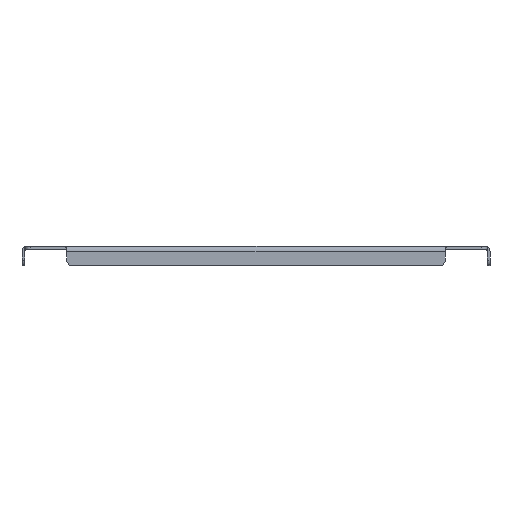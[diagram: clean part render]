
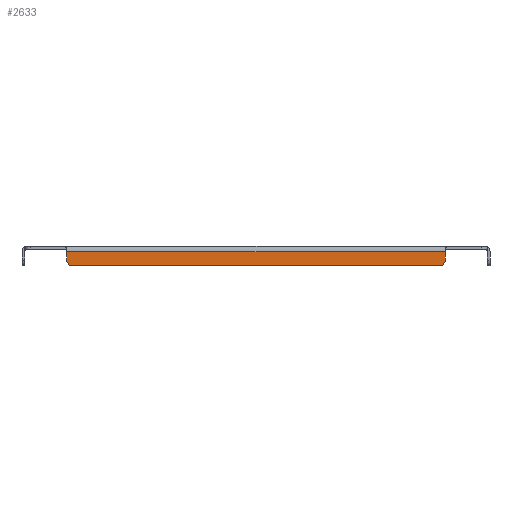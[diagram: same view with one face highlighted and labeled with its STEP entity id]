
A CAD part, front view. The second image highlights one B-rep face of the part: STEP entity #2633.
In plain terms, the highlighted planar face has unit normal (0, -1, 0).
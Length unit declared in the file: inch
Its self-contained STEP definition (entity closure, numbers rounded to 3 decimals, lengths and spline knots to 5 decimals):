
#136 = VERTEX_POINT ( 'NONE', #1630 ) ;
#155 = PLANE ( 'NONE',  #1625 ) ;
#184 = DIRECTION ( 'NONE',  ( 0., 0., -1. ) ) ;
#260 = CARTESIAN_POINT ( 'NONE',  ( -8.46875, -10.46875, -0.556 ) ) ;
#431 = VERTEX_POINT ( 'NONE', #1299 ) ;
#449 = EDGE_CURVE ( 'NONE', #2302, #431, #1462, .T. ) ;
#459 = EDGE_LOOP ( 'NONE', ( #1806, #727, #3073, #2806, #2910, #2144 ) ) ;
#595 = CARTESIAN_POINT ( 'NONE',  ( 8.46875, -10.46875, -0.237 ) ) ;
#633 = CARTESIAN_POINT ( 'NONE',  ( 0., -10.46875, -0.875 ) ) ;
#651 = DIRECTION ( 'NONE',  ( 1., 0., 0. ) ) ;
#727 = ORIENTED_EDGE ( 'NONE', *, *, #449, .F. ) ;
#750 = VECTOR ( 'NONE', #3173, 39.37008 ) ;
#855 = DIRECTION ( 'NONE',  ( 0., 1., 0. ) ) ;
#886 = AXIS2_PLACEMENT_3D ( 'NONE', #3113, #855, #2855 ) ;
#923 = DIRECTION ( 'NONE',  ( 0., 0., -1. ) ) ;
#1200 = DIRECTION ( 'NONE',  ( 0., -1., 0. ) ) ;
#1274 = DIRECTION ( 'NONE',  ( 0., 0., 1. ) ) ;
#1299 = CARTESIAN_POINT ( 'NONE',  ( -8.46875, -10.46875, -0.625 ) ) ;
#1416 = VECTOR ( 'NONE', #651, 39.37008 ) ;
#1462 = CIRCLE ( 'NONE', #886, 0.25 ) ;
#1574 = VECTOR ( 'NONE', #1274, 39.37008 ) ;
#1625 = AXIS2_PLACEMENT_3D ( 'NONE', #3209, #1200, #923 ) ;
#1630 = CARTESIAN_POINT ( 'NONE',  ( -8.46875, -10.46875, -0.237 ) ) ;
#1633 = VECTOR ( 'NONE', #184, 39.37008 ) ;
#1643 = CARTESIAN_POINT ( 'NONE',  ( 8.46875, -10.46875, -0.625 ) ) ;
#1672 = CARTESIAN_POINT ( 'NONE',  ( -8.21875, -10.46875, -0.875 ) ) ;
#1692 = LINE ( 'NONE', #2432, #1416 ) ;
#1694 = LINE ( 'NONE', #2143, #1633 ) ;
#1786 = EDGE_CURVE ( 'NONE', #2281, #1875, #1694, .T. ) ;
#1806 = ORIENTED_EDGE ( 'NONE', *, *, #2606, .F. ) ;
#1832 = EDGE_CURVE ( 'NONE', #1875, #1845, #3016, .T. ) ;
#1845 = VERTEX_POINT ( 'NONE', #2402 ) ;
#1870 = EDGE_CURVE ( 'NONE', #1845, #2302, #1959, .T. ) ;
#1875 = VERTEX_POINT ( 'NONE', #1643 ) ;
#1890 = DIRECTION ( 'NONE',  ( 0., 0., -1. ) ) ;
#1959 = LINE ( 'NONE', #633, #750 ) ;
#2143 = CARTESIAN_POINT ( 'NONE',  ( 8.46875, -10.46875, -0.556 ) ) ;
#2144 = ORIENTED_EDGE ( 'NONE', *, *, #2951, .F. ) ;
#2281 = VERTEX_POINT ( 'NONE', #595 ) ;
#2302 = VERTEX_POINT ( 'NONE', #1672 ) ;
#2402 = CARTESIAN_POINT ( 'NONE',  ( 8.21875, -10.46875, -0.875 ) ) ;
#2432 = CARTESIAN_POINT ( 'NONE',  ( 8.46875, -10.46875, -0.237 ) ) ;
#2452 = FACE_OUTER_BOUND ( 'NONE', #459, .T. ) ;
#2606 = EDGE_CURVE ( 'NONE', #431, #136, #3089, .T. ) ;
#2633 = ADVANCED_FACE ( 'NONE', ( #2452 ), #155, .T. ) ;
#2806 = ORIENTED_EDGE ( 'NONE', *, *, #1832, .F. ) ;
#2855 = DIRECTION ( 'NONE',  ( 0., 0., -1. ) ) ;
#2890 = CARTESIAN_POINT ( 'NONE',  ( 8.21875, -10.46875, -0.625 ) ) ;
#2910 = ORIENTED_EDGE ( 'NONE', *, *, #1786, .F. ) ;
#2951 = EDGE_CURVE ( 'NONE', #136, #2281, #1692, .T. ) ;
#3016 = CIRCLE ( 'NONE', #3170, 0.25 ) ;
#3073 = ORIENTED_EDGE ( 'NONE', *, *, #1870, .F. ) ;
#3089 = LINE ( 'NONE', #260, #1574 ) ;
#3113 = CARTESIAN_POINT ( 'NONE',  ( -8.21875, -10.46875, -0.625 ) ) ;
#3142 = DIRECTION ( 'NONE',  ( 0., 1., 0. ) ) ;
#3170 = AXIS2_PLACEMENT_3D ( 'NONE', #2890, #3142, #1890 ) ;
#3173 = DIRECTION ( 'NONE',  ( -1., 0., 0. ) ) ;
#3209 = CARTESIAN_POINT ( 'NONE',  ( -10.34375, -10.46875, 0. ) ) ;
